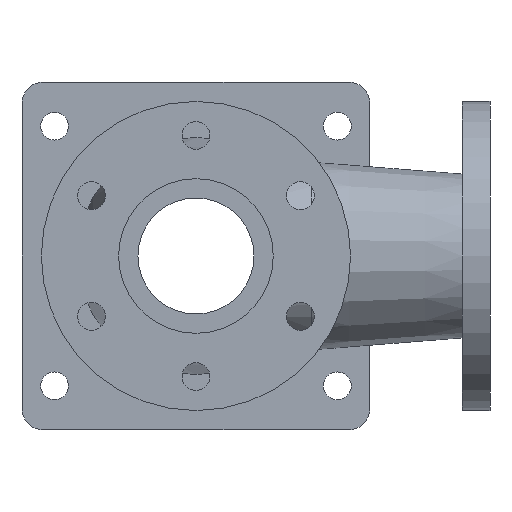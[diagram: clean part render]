
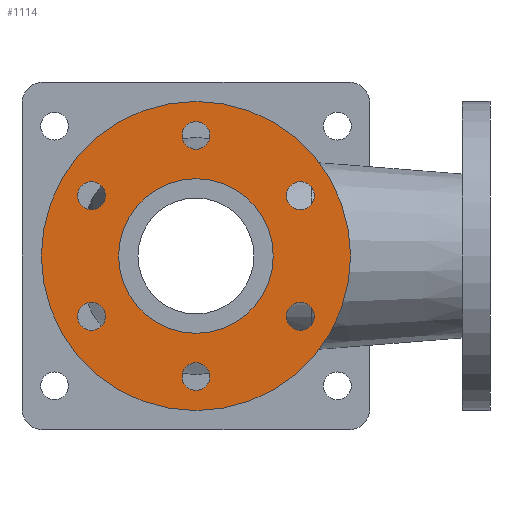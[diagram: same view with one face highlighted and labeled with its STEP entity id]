
A CAD part, front view. The second image highlights one B-rep face of the part: STEP entity #1114.
In plain terms, the highlighted planar face has unit normal (0, -1, 0).
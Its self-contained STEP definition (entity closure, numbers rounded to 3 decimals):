
#89=FACE_BOUND('',#253,.T.);
#90=FACE_BOUND('',#254,.T.);
#91=FACE_BOUND('',#255,.T.);
#92=FACE_BOUND('',#256,.T.);
#93=FACE_BOUND('',#257,.T.);
#94=FACE_BOUND('',#258,.T.);
#95=FACE_BOUND('',#259,.T.);
#108=PLANE('',#1249);
#157=FACE_OUTER_BOUND('',#252,.T.);
#252=EDGE_LOOP('',(#861));
#253=EDGE_LOOP('',(#862));
#254=EDGE_LOOP('',(#863));
#255=EDGE_LOOP('',(#864));
#256=EDGE_LOOP('',(#865));
#257=EDGE_LOOP('',(#866));
#258=EDGE_LOOP('',(#867));
#259=EDGE_LOOP('',(#868));
#466=CIRCLE('',#1248,100.);
#467=CIRCLE('',#1250,9.);
#468=CIRCLE('',#1251,9.);
#469=CIRCLE('',#1252,9.);
#470=CIRCLE('',#1253,9.);
#471=CIRCLE('',#1254,9.);
#472=CIRCLE('',#1255,9.);
#473=CIRCLE('',#1256,50.);
#568=VERTEX_POINT('',#2663);
#569=VERTEX_POINT('',#2667);
#570=VERTEX_POINT('',#2669);
#571=VERTEX_POINT('',#2671);
#572=VERTEX_POINT('',#2673);
#573=VERTEX_POINT('',#2675);
#574=VERTEX_POINT('',#2677);
#575=VERTEX_POINT('',#2679);
#678=EDGE_CURVE('',#568,#568,#466,.T.);
#679=EDGE_CURVE('',#569,#569,#467,.T.);
#680=EDGE_CURVE('',#570,#570,#468,.T.);
#681=EDGE_CURVE('',#571,#571,#469,.T.);
#682=EDGE_CURVE('',#572,#572,#470,.T.);
#683=EDGE_CURVE('',#573,#573,#471,.T.);
#684=EDGE_CURVE('',#574,#574,#472,.T.);
#685=EDGE_CURVE('',#575,#575,#473,.T.);
#861=ORIENTED_EDGE('',*,*,#678,.F.);
#862=ORIENTED_EDGE('',*,*,#679,.F.);
#863=ORIENTED_EDGE('',*,*,#680,.F.);
#864=ORIENTED_EDGE('',*,*,#681,.F.);
#865=ORIENTED_EDGE('',*,*,#682,.F.);
#866=ORIENTED_EDGE('',*,*,#683,.F.);
#867=ORIENTED_EDGE('',*,*,#684,.F.);
#868=ORIENTED_EDGE('',*,*,#685,.T.);
#1114=ADVANCED_FACE('',(#157,#89,#90,#91,#92,#93,#94,#95),#108,.T.);
#1248=AXIS2_PLACEMENT_3D('',#2665,#1475,#1476);
#1249=AXIS2_PLACEMENT_3D('',#2666,#1477,#1478);
#1250=AXIS2_PLACEMENT_3D('',#2668,#1479,#1480);
#1251=AXIS2_PLACEMENT_3D('',#2670,#1481,#1482);
#1252=AXIS2_PLACEMENT_3D('',#2672,#1483,#1484);
#1253=AXIS2_PLACEMENT_3D('',#2674,#1485,#1486);
#1254=AXIS2_PLACEMENT_3D('',#2676,#1487,#1488);
#1255=AXIS2_PLACEMENT_3D('',#2678,#1489,#1490);
#1256=AXIS2_PLACEMENT_3D('',#2680,#1491,#1492);
#1475=DIRECTION('center_axis',(0.,1.,0.));
#1476=DIRECTION('ref_axis',(-1.,0.,0.));
#1477=DIRECTION('center_axis',(0.,-1.,0.));
#1478=DIRECTION('ref_axis',(0.,0.,-1.));
#1479=DIRECTION('center_axis',(0.,-1.,0.));
#1480=DIRECTION('ref_axis',(1.,0.,0.));
#1481=DIRECTION('center_axis',(0.,-1.,0.));
#1482=DIRECTION('ref_axis',(1.,0.,0.));
#1483=DIRECTION('center_axis',(0.,-1.,0.));
#1484=DIRECTION('ref_axis',(1.,0.,0.));
#1485=DIRECTION('center_axis',(0.,-1.,0.));
#1486=DIRECTION('ref_axis',(1.,0.,0.));
#1487=DIRECTION('center_axis',(0.,-1.,0.));
#1488=DIRECTION('ref_axis',(1.,0.,0.));
#1489=DIRECTION('center_axis',(0.,-1.,0.));
#1490=DIRECTION('ref_axis',(1.,0.,0.));
#1491=DIRECTION('center_axis',(0.,1.,0.));
#1492=DIRECTION('ref_axis',(-1.,0.,0.));
#2663=CARTESIAN_POINT('',(100.,-116.771,0.));
#2665=CARTESIAN_POINT('Origin',(0.,-116.771,
0.));
#2666=CARTESIAN_POINT('Origin',(-50.,-116.771,0.));
#2667=CARTESIAN_POINT('',(-9.,-116.771,78.));
#2668=CARTESIAN_POINT('Origin',(0.,-116.771,
78.));
#2669=CARTESIAN_POINT('',(-76.55,-116.771,39.));
#2670=CARTESIAN_POINT('Origin',(-67.55,-116.771,39.));
#2671=CARTESIAN_POINT('',(-76.55,-116.771,-39.));
#2672=CARTESIAN_POINT('Origin',(-67.55,-116.771,-39.));
#2673=CARTESIAN_POINT('',(-9.,-116.771,-78.));
#2674=CARTESIAN_POINT('Origin',(0.,-116.771,
-78.));
#2675=CARTESIAN_POINT('',(58.55,-116.771,-39.));
#2676=CARTESIAN_POINT('Origin',(67.55,-116.771,-39.));
#2677=CARTESIAN_POINT('',(58.55,-116.771,39.));
#2678=CARTESIAN_POINT('Origin',(67.55,-116.771,39.));
#2679=CARTESIAN_POINT('',(50.,-116.771,0.));
#2680=CARTESIAN_POINT('Origin',(0.,-116.771,
0.));
